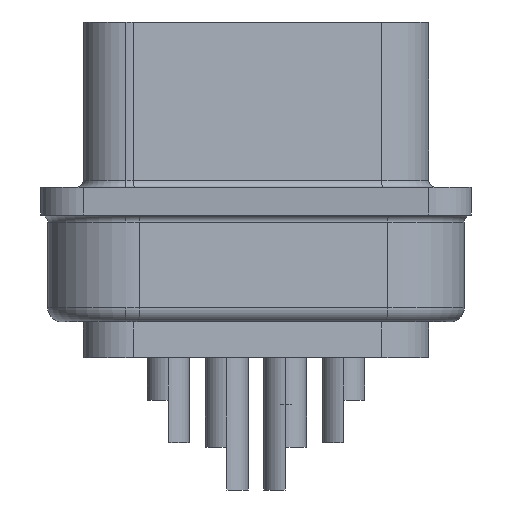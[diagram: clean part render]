
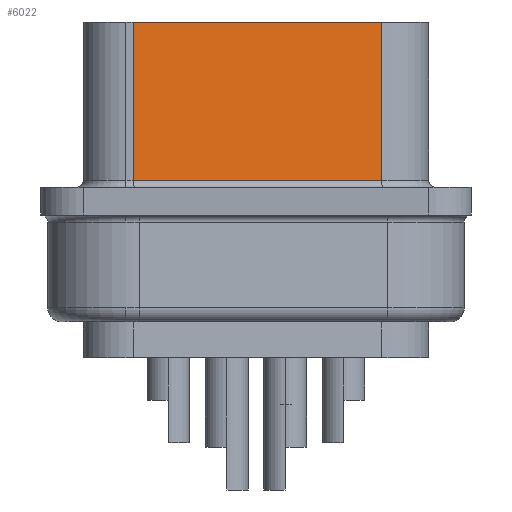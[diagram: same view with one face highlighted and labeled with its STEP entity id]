
A CAD part, left-side view. The second image highlights one B-rep face of the part: STEP entity #6022.
In plain terms, the highlighted planar face has unit normal (-0.985, -0.174, 0).
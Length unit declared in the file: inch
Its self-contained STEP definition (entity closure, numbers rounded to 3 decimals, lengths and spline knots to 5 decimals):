
#4639 = VERTEX_POINT ( 'NONE', #61358 ) ;
#4642 = EDGE_CURVE ( 'NONE', #4639, #4644, #61353, .T. ) ;
#4644 = VERTEX_POINT ( 'NONE', #61348 ) ;
#5482 = EDGE_CURVE ( 'NONE', #49242, #4639, #63243, .T. ) ;
#5993 = ORIENTED_EDGE ( 'NONE', *, *, #4642, .F. ) ;
#5995 = ORIENTED_EDGE ( 'NONE', *, *, #5482, .F. ) ;
#6022 = ADVANCED_FACE ( 'NONE', ( #64345 ), #64336, .F. ) ;
#6023 = EDGE_LOOP ( 'NONE', ( #6024, #6025, #5993, #5995 ) ) ;
#6024 = ORIENTED_EDGE ( 'NONE', *, *, #49108, .T. ) ;
#6025 = ORIENTED_EDGE ( 'NONE', *, *, #6027, .T. ) ;
#6027 = EDGE_CURVE ( 'NONE', #49103, #4644, #64327, .T. ) ;
#49103 = VERTEX_POINT ( 'NONE', #65888 ) ;
#49108 = EDGE_CURVE ( 'NONE', #49242, #49103, #65880, .T. ) ;
#49242 = VERTEX_POINT ( 'NONE', #65939 ) ;
#61348 = CARTESIAN_POINT ( 'NONE',  ( -1.00855, -0.17639, 0.0295 ) ) ;
#61349 = DIRECTION ( 'NONE',  ( 0., 0., -1. ) ) ;
#61350 = VECTOR ( 'NONE', #61349, 39.37008 ) ;
#61352 = CARTESIAN_POINT ( 'NONE',  ( -1.00855, -0.17639, 0.2515 ) ) ;
#61353 = LINE ( 'NONE', #61352, #61350 ) ;
#61358 = CARTESIAN_POINT ( 'NONE',  ( -1.00855, -0.17639, 0.2515 ) ) ;
#63238 = DIRECTION ( 'NONE',  ( 0.174, -0.985, 0. ) ) ;
#63239 = VECTOR ( 'NONE', #63238, 39.37008 ) ;
#63241 = CARTESIAN_POINT ( 'NONE',  ( -1.07, 0.17208, 0.2515 ) ) ;
#63243 = LINE ( 'NONE', #63241, #63239 ) ;
#64322 = DIRECTION ( 'NONE',  ( 0.174, -0.985, 0. ) ) ;
#64323 = VECTOR ( 'NONE', #64322, 39.37008 ) ;
#64325 = CARTESIAN_POINT ( 'NONE',  ( -1.00855, -0.17639, 0.0295 ) ) ;
#64327 = LINE ( 'NONE', #64325, #64323 ) ;
#64330 = DIRECTION ( 'NONE',  ( -0.174, 0.985, 0. ) ) ;
#64332 = DIRECTION ( 'NONE',  ( 0.985, 0.174, 0. ) ) ;
#64334 = CARTESIAN_POINT ( 'NONE',  ( -1.07, 0.17208, 0.2515 ) ) ;
#64335 = AXIS2_PLACEMENT_3D ( 'NONE', #64334, #64332, #64330 ) ;
#64336 = PLANE ( 'NONE',  #64335 ) ;
#64345 = FACE_OUTER_BOUND ( 'NONE', #6023, .T. ) ;
#65875 = DIRECTION ( 'NONE',  ( 0., 0., -1. ) ) ;
#65876 = VECTOR ( 'NONE', #65875, 39.37008 ) ;
#65878 = CARTESIAN_POINT ( 'NONE',  ( -1.07, 0.17208, 0.2515 ) ) ;
#65880 = LINE ( 'NONE', #65878, #65876 ) ;
#65888 = CARTESIAN_POINT ( 'NONE',  ( -1.07, 0.17208, 0.0295 ) ) ;
#65939 = CARTESIAN_POINT ( 'NONE',  ( -1.07, 0.17208, 0.2515 ) ) ;
